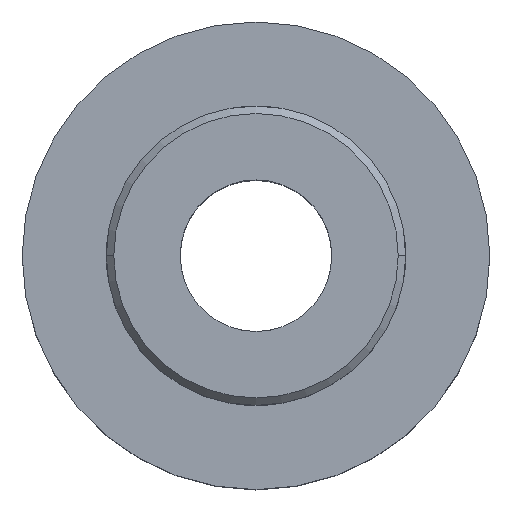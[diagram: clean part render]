
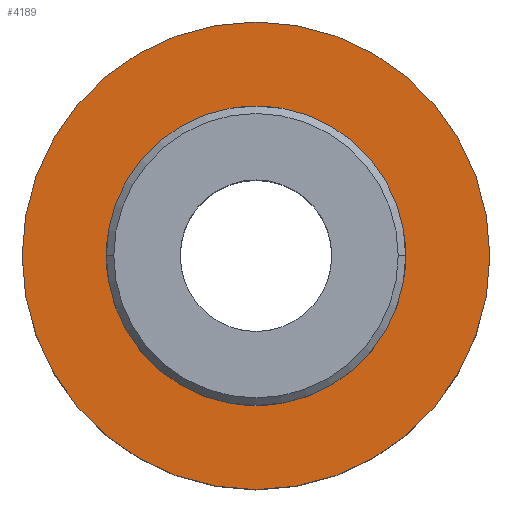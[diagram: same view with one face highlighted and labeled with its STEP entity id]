
A CAD part, top view. The second image highlights one B-rep face of the part: STEP entity #4189.
In plain terms, the highlighted planar face has unit normal (0, 0, 1).
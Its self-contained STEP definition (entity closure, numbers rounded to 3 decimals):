
#140 = ORIENTED_EDGE ( 'NONE', *, *, #7634, .F. ) ;
#383 = DIRECTION ( 'NONE',  ( 0., 0., 1. ) ) ;
#491 = EDGE_CURVE ( 'NONE', #3559, #9416, #9474, .T. ) ;
#610 = EDGE_CURVE ( 'NONE', #10788, #7714, #1312, .T. ) ;
#1063 = ORIENTED_EDGE ( 'NONE', *, *, #610, .F. ) ;
#1194 = CARTESIAN_POINT ( 'NONE',  ( 0., 0., 21. ) ) ;
#1312 = CIRCLE ( 'NONE', #6485, 20. ) ;
#1480 = CARTESIAN_POINT ( 'NONE',  ( 0., 0., 21. ) ) ;
#1977 = CARTESIAN_POINT ( 'NONE',  ( 0., 0., 21. ) ) ;
#2406 = CARTESIAN_POINT ( 'NONE',  ( 0., 0., 21. ) ) ;
#2603 = CARTESIAN_POINT ( 'NONE',  ( 0., 0., 21. ) ) ;
#2850 = DIRECTION ( 'NONE',  ( 1., 0., 0. ) ) ;
#3031 = AXIS2_PLACEMENT_3D ( 'NONE', #1480, #3148, #5263 ) ;
#3148 = DIRECTION ( 'NONE',  ( 0., 0., 1. ) ) ;
#3559 = VERTEX_POINT ( 'NONE', #8179 ) ;
#3660 = DIRECTION ( 'NONE',  ( 1., 0., 0. ) ) ;
#3704 = CARTESIAN_POINT ( 'NONE',  ( 20., 0., 21. ) ) ;
#4108 = EDGE_CURVE ( 'NONE', #9416, #3559, #10343, .T. ) ;
#4164 = DIRECTION ( 'NONE',  ( 1., 0., 0. ) ) ;
#4189 = ADVANCED_FACE ( 'NONE', ( #8898, #6208 ), #6079, .T. ) ;
#4293 = EDGE_LOOP ( 'NONE', ( #4765, #7631 ) ) ;
#4765 = ORIENTED_EDGE ( 'NONE', *, *, #4108, .T. ) ;
#5175 = CARTESIAN_POINT ( 'NONE',  ( -31.239, 0., 21. ) ) ;
#5263 = DIRECTION ( 'NONE',  ( 1., 0., 0. ) ) ;
#5840 = CARTESIAN_POINT ( 'NONE',  ( -20., 0., 21. ) ) ;
#5867 = AXIS2_PLACEMENT_3D ( 'NONE', #1194, #383, #4164 ) ;
#6017 = DIRECTION ( 'NONE',  ( 1., 0., 0. ) ) ;
#6079 = PLANE ( 'NONE',  #8552 ) ;
#6208 = FACE_OUTER_BOUND ( 'NONE', #4293, .T. ) ;
#6408 = DIRECTION ( 'NONE',  ( 0., 0., 1. ) ) ;
#6485 = AXIS2_PLACEMENT_3D ( 'NONE', #2603, #6408, #3660 ) ;
#6559 = AXIS2_PLACEMENT_3D ( 'NONE', #1977, #12330, #2850 ) ;
#7631 = ORIENTED_EDGE ( 'NONE', *, *, #491, .T. ) ;
#7634 = EDGE_CURVE ( 'NONE', #7714, #10788, #11808, .T. ) ;
#7714 = VERTEX_POINT ( 'NONE', #3704 ) ;
#8179 = CARTESIAN_POINT ( 'NONE',  ( 31.239, 0., 21. ) ) ;
#8552 = AXIS2_PLACEMENT_3D ( 'NONE', #2406, #9831, #6017 ) ;
#8898 = FACE_BOUND ( 'NONE', #10928, .T. ) ;
#9416 = VERTEX_POINT ( 'NONE', #5175 ) ;
#9474 = CIRCLE ( 'NONE', #5867, 31.239 ) ;
#9831 = DIRECTION ( 'NONE',  ( 0., 0., 1. ) ) ;
#10343 = CIRCLE ( 'NONE', #6559, 31.239 ) ;
#10788 = VERTEX_POINT ( 'NONE', #5840 ) ;
#10928 = EDGE_LOOP ( 'NONE', ( #1063, #140 ) ) ;
#11808 = CIRCLE ( 'NONE', #3031, 20. ) ;
#12330 = DIRECTION ( 'NONE',  ( 0., 0., 1. ) ) ;
